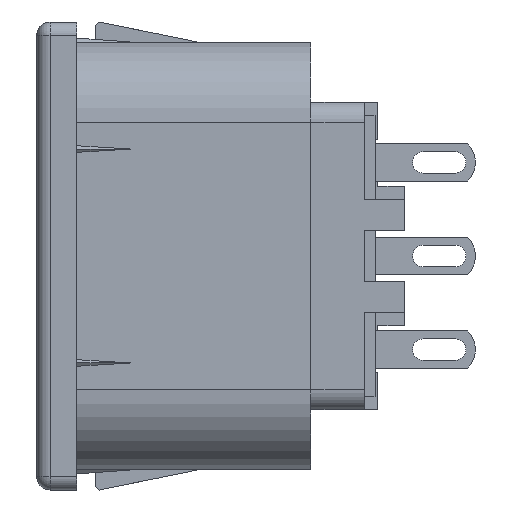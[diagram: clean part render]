
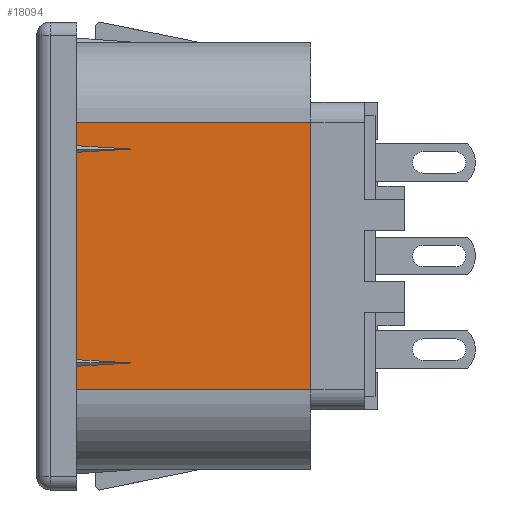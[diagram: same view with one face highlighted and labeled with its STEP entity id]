
A CAD part, left-side view. The second image highlights one B-rep face of the part: STEP entity #18094.
In plain terms, the highlighted planar face has unit normal (-1, 0, 0).
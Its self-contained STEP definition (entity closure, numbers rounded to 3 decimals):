
#51 = LINE ( 'NONE', #34135, #19723 ) ;
#850 = VERTEX_POINT ( 'NONE', #7680 ) ;
#1602 = CARTESIAN_POINT ( 'NONE',  ( 1.5, 0., -7.75 ) ) ;
#2376 = DIRECTION ( 'NONE',  ( 0., 0., -1. ) ) ;
#3693 = ORIENTED_EDGE ( 'NONE', *, *, #30951, .F. ) ;
#3710 = ORIENTED_EDGE ( 'NONE', *, *, #31938, .T. ) ;
#4363 = CARTESIAN_POINT ( 'NONE',  ( 1.5, 0., -10. ) ) ;
#4603 = LINE ( 'NONE', #39934, #33521 ) ;
#4790 = CARTESIAN_POINT ( 'NONE',  ( 1.5, 0., -8.25 ) ) ;
#5342 = CARTESIAN_POINT ( 'NONE',  ( 1.5, -17.5, 10. ) ) ;
#5420 = VERTEX_POINT ( 'NONE', #42658 ) ;
#5576 = CARTESIAN_POINT ( 'NONE',  ( 1.5, -1.333, -7.833 ) ) ;
#6012 = CARTESIAN_POINT ( 'NONE',  ( 1.5, 0., 7.75 ) ) ;
#6293 = DIRECTION ( 'NONE',  ( 0., -0.998, 0.062 ) ) ;
#6519 = EDGE_CURVE ( 'NONE', #33825, #38129, #35214, .T. ) ;
#7680 = CARTESIAN_POINT ( 'NONE',  ( 1.5, 0., 10. ) ) ;
#8055 = EDGE_CURVE ( 'NONE', #38129, #31769, #49893, .T. ) ;
#8288 = EDGE_LOOP ( 'NONE', ( #37452, #17483, #30357, #3710, #18904, #3693, #32518, #33658, #37212, #20011 ) ) ;
#8495 = VECTOR ( 'NONE', #2376, 1000. ) ;
#8535 = DIRECTION ( 'NONE',  ( 0., 0., -1. ) ) ;
#9159 = CARTESIAN_POINT ( 'NONE',  ( 1.5, 0., 10. ) ) ;
#9543 = CARTESIAN_POINT ( 'NONE',  ( 1.5, -17.5, 10. ) ) ;
#9548 = CARTESIAN_POINT ( 'NONE',  ( 1.5, -4., -8. ) ) ;
#9687 = VECTOR ( 'NONE', #44634, 1000. ) ;
#9703 = LINE ( 'NONE', #14070, #8495 ) ;
#10978 = FACE_OUTER_BOUND ( 'NONE', #8288, .T. ) ;
#14070 = CARTESIAN_POINT ( 'NONE',  ( 1.5, 0., 10. ) ) ;
#14470 = DIRECTION ( 'NONE',  ( 0., 0., -1. ) ) ;
#14684 = VECTOR ( 'NONE', #6293, 1000. ) ;
#15032 = VERTEX_POINT ( 'NONE', #31792 ) ;
#15267 = VERTEX_POINT ( 'NONE', #49187 ) ;
#15434 = VECTOR ( 'NONE', #48536, 1000. ) ;
#16241 = PLANE ( 'NONE',  #30354 ) ;
#16470 = CARTESIAN_POINT ( 'NONE',  ( 1.5, -4., -8. ) ) ;
#17190 = DIRECTION ( 'NONE',  ( 0., 1., 0. ) ) ;
#17483 = ORIENTED_EDGE ( 'NONE', *, *, #6519, .F. ) ;
#18094 = ADVANCED_FACE ( 'NONE', ( #10978 ), #16241, .F. ) ;
#18378 = VECTOR ( 'NONE', #34716, 1000. ) ;
#18904 = ORIENTED_EDGE ( 'NONE', *, *, #34955, .F. ) ;
#19723 = VECTOR ( 'NONE', #14470, 1000. ) ;
#20011 = ORIENTED_EDGE ( 'NONE', *, *, #46782, .T. ) ;
#20901 = CARTESIAN_POINT ( 'NONE',  ( 1.5, -17.5, 10. ) ) ;
#21359 = LINE ( 'NONE', #9159, #9687 ) ;
#21740 = EDGE_CURVE ( 'NONE', #15267, #33039, #49747, .T. ) ;
#21914 = EDGE_CURVE ( 'NONE', #48310, #15267, #51, .T. ) ;
#26278 = VECTOR ( 'NONE', #17190, 1000. ) ;
#27556 = LINE ( 'NONE', #5342, #26278 ) ;
#28198 = DIRECTION ( 'NONE',  ( 0., 0.998, 0.062 ) ) ;
#28362 = CARTESIAN_POINT ( 'NONE',  ( 1.5, -1.333, -8.167 ) ) ;
#29874 = CARTESIAN_POINT ( 'NONE',  ( 1.5, 0., 7.75 ) ) ;
#30354 = AXIS2_PLACEMENT_3D ( 'NONE', #47811, #32113, #8535 ) ;
#30357 = ORIENTED_EDGE ( 'NONE', *, *, #32712, .T. ) ;
#30951 = EDGE_CURVE ( 'NONE', #48310, #15032, #44925, .T. ) ;
#31769 = VERTEX_POINT ( 'NONE', #4363 ) ;
#31792 = CARTESIAN_POINT ( 'NONE',  ( 1.5, -4., 8. ) ) ;
#31938 = EDGE_CURVE ( 'NONE', #850, #5420, #21359, .T. ) ;
#32005 = CARTESIAN_POINT ( 'NONE',  ( 1.5, -4., -8. ) ) ;
#32113 = DIRECTION ( 'NONE',  ( 1., 0., 0. ) ) ;
#32518 = ORIENTED_EDGE ( 'NONE', *, *, #21914, .T. ) ;
#32712 = EDGE_CURVE ( 'NONE', #33825, #850, #27556, .T. ) ;
#33039 = VERTEX_POINT ( 'NONE', #32005 ) ;
#33116 = CARTESIAN_POINT ( 'NONE',  ( 1.5, -2.667, -7.917 ) ) ;
#33521 = VECTOR ( 'NONE', #28198, 1000. ) ;
#33658 = ORIENTED_EDGE ( 'NONE', *, *, #21740, .T. ) ;
#33825 = VERTEX_POINT ( 'NONE', #9543 ) ;
#34135 = CARTESIAN_POINT ( 'NONE',  ( 1.5, 0., 10. ) ) ;
#34716 = DIRECTION ( 'NONE',  ( 0., 1., 0. ) ) ;
#34955 = EDGE_CURVE ( 'NONE', #15032, #5420, #4603, .T. ) ;
#35214 = LINE ( 'NONE', #20901, #15434 ) ;
#37212 = ORIENTED_EDGE ( 'NONE', *, *, #48686, .T. ) ;
#37452 = ORIENTED_EDGE ( 'NONE', *, *, #8055, .F. ) ;
#38129 = VERTEX_POINT ( 'NONE', #40529 ) ;
#39934 = CARTESIAN_POINT ( 'NONE',  ( 1.5, -4., 8. ) ) ;
#40529 = CARTESIAN_POINT ( 'NONE',  ( 1.5, -17.5, -10. ) ) ;
#41141 = CARTESIAN_POINT ( 'NONE',  ( 1.5, 0., -8.25 ) ) ;
#41422 = B_SPLINE_CURVE_WITH_KNOTS ( 'NONE', 3,
 ( #16470, #48037, #28362, #4790 ),
 .UNSPECIFIED., .F., .F.,
 ( 4, 4 ),
 ( 0., 1. ),
 .UNSPECIFIED. ) ;
#42658 = CARTESIAN_POINT ( 'NONE',  ( 1.5, 0., 8.25 ) ) ;
#44634 = DIRECTION ( 'NONE',  ( 0., 0., -1. ) ) ;
#44925 = LINE ( 'NONE', #29874, #14684 ) ;
#46426 = CARTESIAN_POINT ( 'NONE',  ( 1.5, -17.5, -10. ) ) ;
#46782 = EDGE_CURVE ( 'NONE', #49545, #31769, #9703, .T. ) ;
#47811 = CARTESIAN_POINT ( 'NONE',  ( 1.5, -17.5, 10. ) ) ;
#48037 = CARTESIAN_POINT ( 'NONE',  ( 1.5, -2.667, -8.083 ) ) ;
#48310 = VERTEX_POINT ( 'NONE', #6012 ) ;
#48536 = DIRECTION ( 'NONE',  ( 0., 0., -1. ) ) ;
#48686 = EDGE_CURVE ( 'NONE', #33039, #49545, #41422, .T. ) ;
#49187 = CARTESIAN_POINT ( 'NONE',  ( 1.5, 0., -7.75 ) ) ;
#49545 = VERTEX_POINT ( 'NONE', #41141 ) ;
#49747 = B_SPLINE_CURVE_WITH_KNOTS ( 'NONE', 3,
 ( #1602, #5576, #33116, #9548 ),
 .UNSPECIFIED., .F., .F.,
 ( 4, 4 ),
 ( 0., 1. ),
 .UNSPECIFIED. ) ;
#49893 = LINE ( 'NONE', #46426, #18378 ) ;
